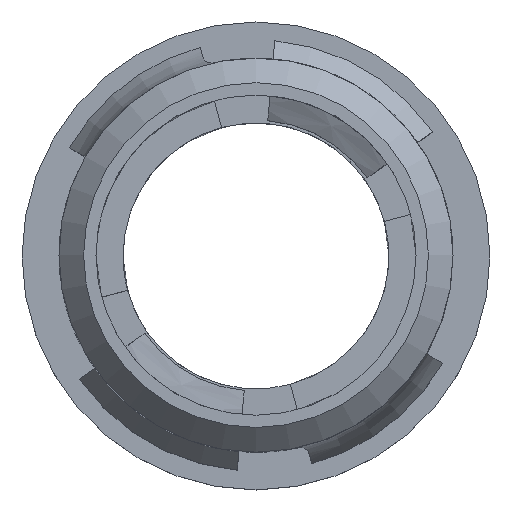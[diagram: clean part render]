
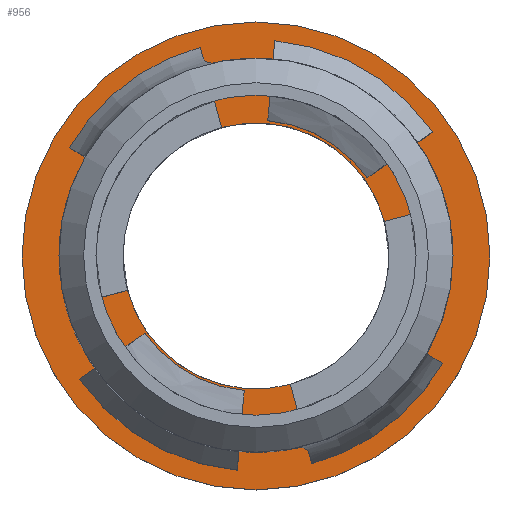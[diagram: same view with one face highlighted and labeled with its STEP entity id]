
A CAD part, top view. The second image highlights one B-rep face of the part: STEP entity #956.
In plain terms, the highlighted planar face has unit normal (0, 0, 1).
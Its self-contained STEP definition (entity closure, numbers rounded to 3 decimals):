
#21=FACE_BOUND('',#183,.T.);
#22=FACE_BOUND('',#184,.T.);
#23=FACE_BOUND('',#185,.T.);
#38=CIRCLE('',#1023,4.);
#41=CIRCLE('',#1026,4.);
#44=CIRCLE('',#1029,4.);
#57=CIRCLE('',#1047,4.75);
#58=CIRCLE('',#1048,2.7);
#59=CIRCLE('',#1049,2.7);
#60=CIRCLE('',#1050,4.);
#61=CIRCLE('',#1051,3.25);
#62=CIRCLE('',#1052,3.25);
#63=CIRCLE('',#1053,4.);
#101=PLANE('',#1046);
#131=FACE_OUTER_BOUND('',#182,.T.);
#182=EDGE_LOOP('',(#696));
#183=EDGE_LOOP('',(#697,#698,#699,#700,#701,#702,#703,#704,#705));
#184=EDGE_LOOP('',(#706,#707,#708,#709));
#185=EDGE_LOOP('',(#710,#711,#712,#713));
#242=LINE('',#1631,#314);
#243=LINE('',#1633,#315);
#244=LINE('',#1636,#316);
#245=LINE('',#1638,#317);
#246=LINE('',#1644,#318);
#247=LINE('',#1647,#319);
#248=LINE('',#1652,#320);
#249=LINE('',#1655,#321);
#314=VECTOR('',#1219,10.);
#315=VECTOR('',#1220,10.);
#316=VECTOR('',#1223,10.);
#317=VECTOR('',#1224,10.);
#318=VECTOR('',#1229,10.);
#319=VECTOR('',#1232,10.);
#320=VECTOR('',#1235,10.);
#321=VECTOR('',#1238,10.);
#399=VERTEX_POINT('',#1574);
#403=VERTEX_POINT('',#1582);
#404=VERTEX_POINT('',#1584);
#407=VERTEX_POINT('',#1591);
#411=VERTEX_POINT('',#1600);
#420=VERTEX_POINT('',#1628);
#421=VERTEX_POINT('',#1630);
#422=VERTEX_POINT('',#1632);
#423=VERTEX_POINT('',#1634);
#424=VERTEX_POINT('',#1637);
#425=VERTEX_POINT('',#1640);
#426=VERTEX_POINT('',#1641);
#427=VERTEX_POINT('',#1643);
#428=VERTEX_POINT('',#1645);
#429=VERTEX_POINT('',#1648);
#430=VERTEX_POINT('',#1649);
#431=VERTEX_POINT('',#1651);
#432=VERTEX_POINT('',#1653);
#507=EDGE_CURVE('',#404,#403,#38,.T.);
#511=EDGE_CURVE('',#407,#404,#41,.T.);
#517=EDGE_CURVE('',#399,#411,#44,.T.);
#530=EDGE_CURVE('',#420,#420,#57,.T.);
#531=EDGE_CURVE('',#421,#399,#242,.T.);
#532=EDGE_CURVE('',#411,#422,#243,.T.);
#533=EDGE_CURVE('',#422,#423,#58,.T.);
#534=EDGE_CURVE('',#423,#407,#244,.T.);
#535=EDGE_CURVE('',#403,#424,#245,.T.);
#536=EDGE_CURVE('',#424,#421,#59,.T.);
#537=EDGE_CURVE('',#425,#426,#60,.T.);
#538=EDGE_CURVE('',#426,#427,#246,.T.);
#539=EDGE_CURVE('',#427,#428,#61,.T.);
#540=EDGE_CURVE('',#428,#425,#247,.T.);
#541=EDGE_CURVE('',#429,#430,#62,.T.);
#542=EDGE_CURVE('',#430,#431,#248,.T.);
#543=EDGE_CURVE('',#431,#432,#63,.T.);
#544=EDGE_CURVE('',#432,#429,#249,.T.);
#696=ORIENTED_EDGE('',*,*,#530,.F.);
#697=ORIENTED_EDGE('',*,*,#531,.T.);
#698=ORIENTED_EDGE('',*,*,#517,.T.);
#699=ORIENTED_EDGE('',*,*,#532,.T.);
#700=ORIENTED_EDGE('',*,*,#533,.T.);
#701=ORIENTED_EDGE('',*,*,#534,.T.);
#702=ORIENTED_EDGE('',*,*,#511,.T.);
#703=ORIENTED_EDGE('',*,*,#507,.T.);
#704=ORIENTED_EDGE('',*,*,#535,.T.);
#705=ORIENTED_EDGE('',*,*,#536,.T.);
#706=ORIENTED_EDGE('',*,*,#537,.T.);
#707=ORIENTED_EDGE('',*,*,#538,.T.);
#708=ORIENTED_EDGE('',*,*,#539,.T.);
#709=ORIENTED_EDGE('',*,*,#540,.T.);
#710=ORIENTED_EDGE('',*,*,#541,.T.);
#711=ORIENTED_EDGE('',*,*,#542,.T.);
#712=ORIENTED_EDGE('',*,*,#543,.T.);
#713=ORIENTED_EDGE('',*,*,#544,.T.);
#956=ADVANCED_FACE('',(#131,#21,#22,#23),#101,.T.);
#1023=AXIS2_PLACEMENT_3D('',#1585,#1165,#1166);
#1026=AXIS2_PLACEMENT_3D('',#1592,#1172,#1173);
#1029=AXIS2_PLACEMENT_3D('',#1602,#1181,#1182);
#1046=AXIS2_PLACEMENT_3D('',#1627,#1215,#1216);
#1047=AXIS2_PLACEMENT_3D('',#1629,#1217,#1218);
#1048=AXIS2_PLACEMENT_3D('',#1635,#1221,#1222);
#1049=AXIS2_PLACEMENT_3D('',#1639,#1225,#1226);
#1050=AXIS2_PLACEMENT_3D('',#1642,#1227,#1228);
#1051=AXIS2_PLACEMENT_3D('',#1646,#1230,#1231);
#1052=AXIS2_PLACEMENT_3D('',#1650,#1233,#1234);
#1053=AXIS2_PLACEMENT_3D('',#1654,#1236,#1237);
#1165=DIRECTION('center_axis',(0.,0.,-1.));
#1166=DIRECTION('ref_axis',(-1.,0.,0.));
#1172=DIRECTION('center_axis',(0.,0.,-1.));
#1173=DIRECTION('ref_axis',(-1.,0.,0.));
#1181=DIRECTION('center_axis',(0.,0.,-1.));
#1182=DIRECTION('ref_axis',(-1.,0.,0.));
#1215=DIRECTION('center_axis',(0.,0.,1.));
#1216=DIRECTION('ref_axis',(1.,0.,0.));
#1217=DIRECTION('center_axis',(0.,0.,-1.));
#1218=DIRECTION('ref_axis',(1.,0.,0.));
#1219=DIRECTION('',(-0.966,-0.259,0.));
#1220=DIRECTION('',(0.259,-0.966,0.));
#1221=DIRECTION('center_axis',(0.,0.,-1.));
#1222=DIRECTION('ref_axis',(1.,0.,0.));
#1223=DIRECTION('',(0.966,0.259,0.));
#1224=DIRECTION('',(-0.259,0.966,0.));
#1225=DIRECTION('center_axis',(0.,0.,-1.));
#1226=DIRECTION('ref_axis',(1.,0.,0.));
#1227=DIRECTION('center_axis',(0.,0.,-1.));
#1228=DIRECTION('ref_axis',(-1.,0.,0.));
#1229=DIRECTION('',(0.819,0.574,0.));
#1230=DIRECTION('center_axis',(0.,0.,1.));
#1231=DIRECTION('ref_axis',(-1.,0.,0.));
#1232=DIRECTION('',(-0.087,-0.996,0.));
#1233=DIRECTION('center_axis',(0.,0.,1.));
#1234=DIRECTION('ref_axis',(1.,0.,0.));
#1235=DIRECTION('',(0.087,0.996,0.));
#1236=DIRECTION('center_axis',(0.,0.,-1.));
#1237=DIRECTION('ref_axis',(1.,0.,0.));
#1238=DIRECTION('',(-0.819,-0.574,0.));
#1574=CARTESIAN_POINT('',(-13.364,-1.035,-11.5));
#1582=CARTESIAN_POINT('',(-8.465,-3.864,-11.5));
#1584=CARTESIAN_POINT('',(-5.5,0.,-11.5));
#1585=CARTESIAN_POINT('Origin',(-9.5,0.,-11.5));
#1591=CARTESIAN_POINT('',(-5.636,1.035,-11.5));
#1592=CARTESIAN_POINT('Origin',(-9.5,0.,-11.5));
#1600=CARTESIAN_POINT('',(-10.535,3.864,-11.5));
#1602=CARTESIAN_POINT('Origin',(-9.5,0.,-11.5));
#1627=CARTESIAN_POINT('Origin',(-9.5,0.,-11.5));
#1628=CARTESIAN_POINT('',(-14.25,0.,-11.5));
#1629=CARTESIAN_POINT('Origin',(-9.5,0.,-11.5));
#1630=CARTESIAN_POINT('',(-12.108,-0.699,-11.5));
#1631=CARTESIAN_POINT('',(-11.07,-0.421,-11.5));
#1632=CARTESIAN_POINT('',(-10.199,2.608,-11.5));
#1633=CARTESIAN_POINT('',(-9.849,1.304,-11.5));
#1634=CARTESIAN_POINT('',(-6.892,0.699,-11.5));
#1635=CARTESIAN_POINT('Origin',(-9.5,0.,-11.5));
#1636=CARTESIAN_POINT('',(-7.93,0.421,-11.5));
#1637=CARTESIAN_POINT('',(-8.801,-2.608,-11.5));
#1638=CARTESIAN_POINT('',(-9.151,-1.304,-11.5));
#1639=CARTESIAN_POINT('Origin',(-9.5,0.,-11.5));
#1640=CARTESIAN_POINT('',(-9.849,-3.985,-11.5));
#1641=CARTESIAN_POINT('',(-12.777,-2.294,-11.5));
#1642=CARTESIAN_POINT('Origin',(-9.5,0.,-11.5));
#1643=CARTESIAN_POINT('',(-12.162,-1.864,-11.5));
#1644=CARTESIAN_POINT('',(-11.138,-1.147,-11.5));
#1645=CARTESIAN_POINT('',(-9.783,-3.238,-11.5));
#1646=CARTESIAN_POINT('Origin',(-9.5,0.,-11.5));
#1647=CARTESIAN_POINT('',(-9.674,-1.992,-11.5));
#1648=CARTESIAN_POINT('',(-6.838,1.864,-11.5));
#1649=CARTESIAN_POINT('',(-9.217,3.238,-11.5));
#1650=CARTESIAN_POINT('Origin',(-9.5,0.,-11.5));
#1651=CARTESIAN_POINT('',(-9.151,3.985,-11.5));
#1652=CARTESIAN_POINT('',(-9.326,1.992,-11.5));
#1653=CARTESIAN_POINT('',(-6.223,2.294,-11.5));
#1654=CARTESIAN_POINT('Origin',(-9.5,0.,-11.5));
#1655=CARTESIAN_POINT('',(-7.862,1.147,-11.5));
